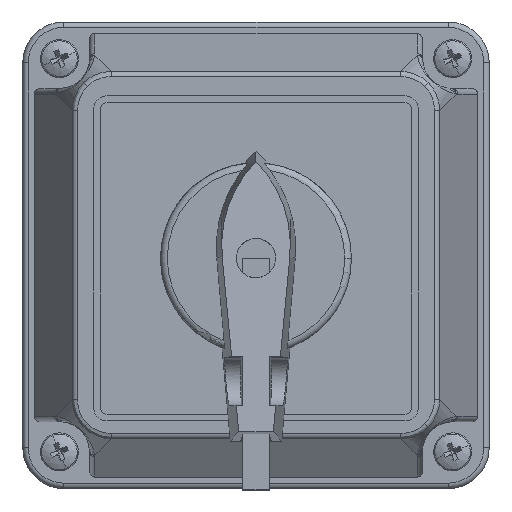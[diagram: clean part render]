
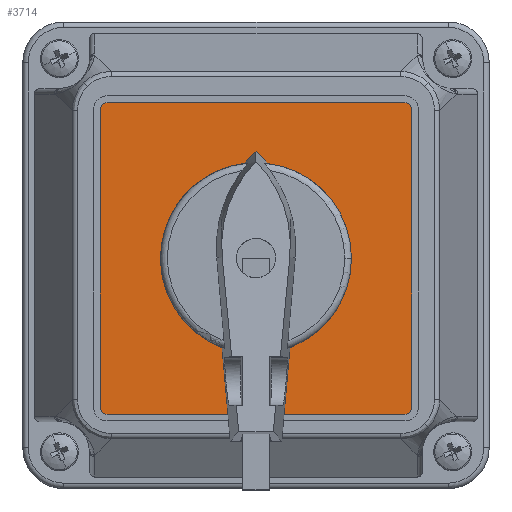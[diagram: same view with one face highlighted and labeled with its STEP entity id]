
A CAD part, top view. The second image highlights one B-rep face of the part: STEP entity #3714.
In plain terms, the highlighted planar face has unit normal (0, 0, 1).
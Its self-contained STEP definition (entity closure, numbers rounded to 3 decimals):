
#37 = LINE ( 'NONE', #2087, #2628 ) ;
#221 = EDGE_CURVE ( 'NONE', #9491, #8596, #12180, .T. ) ;
#258 = PLANE ( 'NONE',  #5508 ) ;
#283 = CARTESIAN_POINT ( 'NONE',  ( 0., 0., 3.5 ) ) ;
#344 = DIRECTION ( 'NONE',  ( 1., 0., 0. ) ) ;
#397 = CARTESIAN_POINT ( 'NONE',  ( -23., 22., 3.5 ) ) ;
#460 = LINE ( 'NONE', #397, #9521 ) ;
#833 = VERTEX_POINT ( 'NONE', #9070 ) ;
#856 = DIRECTION ( 'NONE',  ( 0., 0., 1. ) ) ;
#896 = LINE ( 'NONE', #7812, #7470 ) ;
#1313 = VERTEX_POINT ( 'NONE', #4340 ) ;
#1585 = EDGE_CURVE ( 'NONE', #8282, #7989, #460, .T. ) ;
#1698 = CARTESIAN_POINT ( 'NONE',  ( -23., 22., 3.5 ) ) ;
#1934 = CARTESIAN_POINT ( 'NONE',  ( 22., -22., 3.5 ) ) ;
#2087 = CARTESIAN_POINT ( 'NONE',  ( -22., -23., 3.5 ) ) ;
#2180 = FACE_BOUND ( 'NONE', #9654, .T. ) ;
#2254 = EDGE_CURVE ( 'NONE', #8596, #8282, #7515, .T. ) ;
#2392 = ORIENTED_EDGE ( 'NONE', *, *, #4735, .T. ) ;
#2547 = ORIENTED_EDGE ( 'NONE', *, *, #1585, .T. ) ;
#2570 = AXIS2_PLACEMENT_3D ( 'NONE', #9402, #8389, #11525 ) ;
#2628 = VECTOR ( 'NONE', #10722, 1000. ) ;
#2996 = EDGE_CURVE ( 'NONE', #8887, #1313, #4281, .T. ) ;
#3026 = VERTEX_POINT ( 'NONE', #3035 ) ;
#3035 = CARTESIAN_POINT ( 'NONE',  ( 23., 22., 3.5 ) ) ;
#3121 = AXIS2_PLACEMENT_3D ( 'NONE', #5972, #856, #4887 ) ;
#3229 = ORIENTED_EDGE ( 'NONE', *, *, #12547, .F. ) ;
#3300 = CARTESIAN_POINT ( 'NONE',  ( -22., -23., 3.5 ) ) ;
#3467 = FACE_OUTER_BOUND ( 'NONE', #4632, .T. ) ;
#3714 = ADVANCED_FACE ( 'NONE', ( #3467, #2180 ), #258, .T. ) ;
#3808 = ORIENTED_EDGE ( 'NONE', *, *, #7631, .T. ) ;
#3828 = CARTESIAN_POINT ( 'NONE',  ( -23., -22., 3.5 ) ) ;
#4055 = DIRECTION ( 'NONE',  ( 1., 0., 0. ) ) ;
#4281 = CIRCLE ( 'NONE', #12674, 1. ) ;
#4340 = CARTESIAN_POINT ( 'NONE',  ( 23., -22., 3.5 ) ) ;
#4451 = AXIS2_PLACEMENT_3D ( 'NONE', #10982, #7084, #4462 ) ;
#4462 = DIRECTION ( 'NONE',  ( 1., 0., 0. ) ) ;
#4485 = EDGE_CURVE ( 'NONE', #7989, #4840, #10531, .T. ) ;
#4632 = EDGE_LOOP ( 'NONE', ( #3808, #6005, #7133, #2547, #10785, #8156, #10884, #2392 ) ) ;
#4735 = EDGE_CURVE ( 'NONE', #1313, #3026, #896, .T. ) ;
#4778 = CARTESIAN_POINT ( 'NONE',  ( -22., 23., 3.5 ) ) ;
#4840 = VERTEX_POINT ( 'NONE', #3300 ) ;
#4887 = DIRECTION ( 'NONE',  ( 1., 0., 0. ) ) ;
#4936 = DIRECTION ( 'NONE',  ( 0., 0., 1. ) ) ;
#5508 = AXIS2_PLACEMENT_3D ( 'NONE', #11075, #6081, #12045 ) ;
#5972 = CARTESIAN_POINT ( 'NONE',  ( 0., 0., 3.5 ) ) ;
#6005 = ORIENTED_EDGE ( 'NONE', *, *, #221, .T. ) ;
#6081 = DIRECTION ( 'NONE',  ( 0., 0., 1. ) ) ;
#6192 = CARTESIAN_POINT ( 'NONE',  ( 22., 23., 3.5 ) ) ;
#6840 = DIRECTION ( 'NONE',  ( 1., 0., 0. ) ) ;
#7013 = CIRCLE ( 'NONE', #12133, 1. ) ;
#7084 = DIRECTION ( 'NONE',  ( 0., 0., 1. ) ) ;
#7133 = ORIENTED_EDGE ( 'NONE', *, *, #2254, .T. ) ;
#7199 = AXIS2_PLACEMENT_3D ( 'NONE', #283, #9049, #344 ) ;
#7470 = VECTOR ( 'NONE', #8952, 1000. ) ;
#7515 = CIRCLE ( 'NONE', #4451, 1. ) ;
#7631 = EDGE_CURVE ( 'NONE', #3026, #9491, #7013, .T. ) ;
#7812 = CARTESIAN_POINT ( 'NONE',  ( 23., -22., 3.5 ) ) ;
#7989 = VERTEX_POINT ( 'NONE', #3828 ) ;
#8156 = ORIENTED_EDGE ( 'NONE', *, *, #9760, .T. ) ;
#8282 = VERTEX_POINT ( 'NONE', #1698 ) ;
#8389 = DIRECTION ( 'NONE',  ( 0., 0., 1. ) ) ;
#8471 = EDGE_CURVE ( 'NONE', #10271, #833, #9039, .T. ) ;
#8596 = VERTEX_POINT ( 'NONE', #4778 ) ;
#8748 = CARTESIAN_POINT ( 'NONE',  ( 12., 0., 3.5 ) ) ;
#8814 = CIRCLE ( 'NONE', #7199, 12. ) ;
#8887 = VERTEX_POINT ( 'NONE', #12448 ) ;
#8952 = DIRECTION ( 'NONE',  ( 0., 1., 0. ) ) ;
#9031 = DIRECTION ( 'NONE',  ( 0., -1., 0. ) ) ;
#9033 = CARTESIAN_POINT ( 'NONE',  ( 22., 22., 3.5 ) ) ;
#9039 = CIRCLE ( 'NONE', #3121, 12. ) ;
#9049 = DIRECTION ( 'NONE',  ( 0., 0., 1. ) ) ;
#9070 = CARTESIAN_POINT ( 'NONE',  ( -12., 0., 3.5 ) ) ;
#9402 = CARTESIAN_POINT ( 'NONE',  ( -22., -22., 3.5 ) ) ;
#9491 = VERTEX_POINT ( 'NONE', #6192 ) ;
#9521 = VECTOR ( 'NONE', #9031, 1000. ) ;
#9654 = EDGE_LOOP ( 'NONE', ( #3229, #10411 ) ) ;
#9760 = EDGE_CURVE ( 'NONE', #4840, #8887, #37, .T. ) ;
#10271 = VERTEX_POINT ( 'NONE', #8748 ) ;
#10411 = ORIENTED_EDGE ( 'NONE', *, *, #8471, .F. ) ;
#10531 = CIRCLE ( 'NONE', #2570, 1. ) ;
#10722 = DIRECTION ( 'NONE',  ( 1., 0., 0. ) ) ;
#10785 = ORIENTED_EDGE ( 'NONE', *, *, #4485, .T. ) ;
#10884 = ORIENTED_EDGE ( 'NONE', *, *, #2996, .T. ) ;
#10982 = CARTESIAN_POINT ( 'NONE',  ( -22., 22., 3.5 ) ) ;
#11075 = CARTESIAN_POINT ( 'NONE',  ( 22., 22., 3.5 ) ) ;
#11273 = DIRECTION ( 'NONE',  ( -1., 0., 0. ) ) ;
#11525 = DIRECTION ( 'NONE',  ( 1., 0., 0. ) ) ;
#11987 = DIRECTION ( 'NONE',  ( 0., 0., 1. ) ) ;
#12045 = DIRECTION ( 'NONE',  ( 1., 0., 0. ) ) ;
#12133 = AXIS2_PLACEMENT_3D ( 'NONE', #9033, #11987, #6840 ) ;
#12180 = LINE ( 'NONE', #12307, #12540 ) ;
#12307 = CARTESIAN_POINT ( 'NONE',  ( 22., 23., 3.5 ) ) ;
#12448 = CARTESIAN_POINT ( 'NONE',  ( 22., -23., 3.5 ) ) ;
#12540 = VECTOR ( 'NONE', #11273, 1000. ) ;
#12547 = EDGE_CURVE ( 'NONE', #833, #10271, #8814, .T. ) ;
#12674 = AXIS2_PLACEMENT_3D ( 'NONE', #1934, #4936, #4055 ) ;
